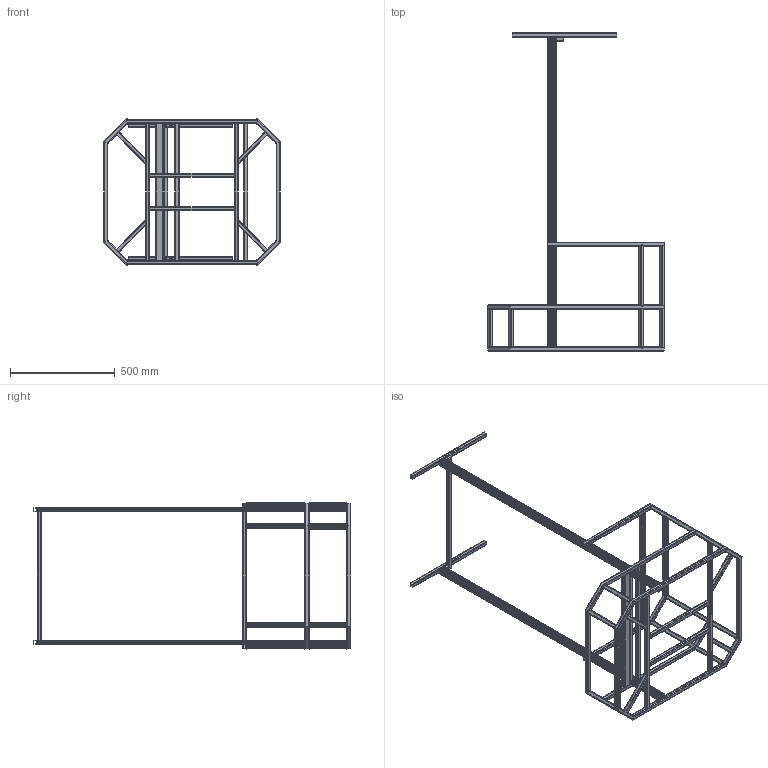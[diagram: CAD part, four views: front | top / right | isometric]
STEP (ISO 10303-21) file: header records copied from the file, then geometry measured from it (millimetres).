
FILE_DESCRIPTION (( 'STEP AP203' ), '1' );
FILE_NAME ('Main Chassis rods.STEP', '2024-01-06T19:15:22', ( '' ), ( '' ), 'SwSTEP 2.0', 'SolidWorks 2022', '' );
FILE_SCHEMA (( 'CONFIG_CONTROL_DESIGN' ));
Length unit declared in the file: millimetre
Products named in the file (1): Main Chassis rods
Bounding box: 848.94 x 1520 x 698.96 mm (x, y, z)
Volume: 2719070.3 mm3; surface area: 3230131.2 mm2
Topology: 52 solids, 52 shells, 1196 faces, 3276 edges, 2184 vertices
Faces by surface type: plane 656, cylinder 540
Entity records: 37975 total; most frequent: CARTESIAN_POINT 7809, ORIENTED_EDGE 6552, DIRECTION 5982, EDGE_CURVE 3276, LINE 2196, VECTOR 2196, VERTEX_POINT 2184, AXIS2_PLACEMENT_3D 1893
